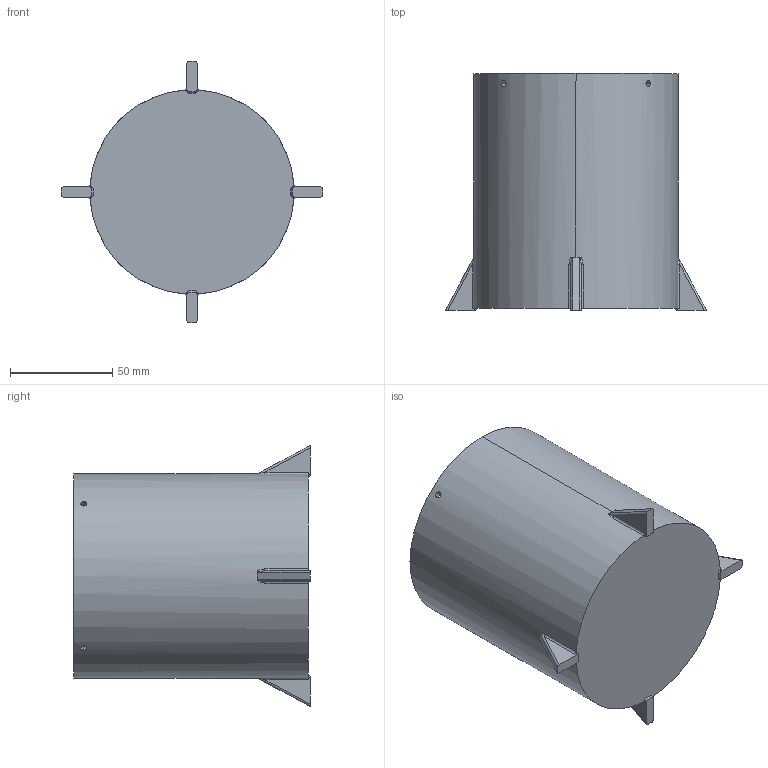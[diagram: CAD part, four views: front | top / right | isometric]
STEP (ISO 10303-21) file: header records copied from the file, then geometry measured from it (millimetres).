
FILE_DESCRIPTION (( 'STEP AP214' ), '1' );
FILE_NAME ('Bottom_cover.STEP', '2025-07-06T04:49:21', ( '' ), ( '' ), 'SwSTEP 2.0', 'SolidWorks 2025', '' );
FILE_SCHEMA (( 'AUTOMOTIVE_DESIGN' ));
Length unit declared in the file: millimetre
Products named in the file (1): Bottom_cover
Bounding box: 128 x 116 x 128 mm (x, y, z)
Volume: 129526 mm3; surface area: 86656 mm2
Topology: 1 solids, 1 shells, 75 faces, 202 edges, 130 vertices
Faces by surface type: cylinder 36, plane 31, bspline 8
Entity records: 3213 total; most frequent: CARTESIAN_POINT 1464, ORIENTED_EDGE 404, DIRECTION 300, EDGE_CURVE 202, VERTEX_POINT 130, AXIS2_PLACEMENT_3D 102, VECTOR 96, LINE 96
